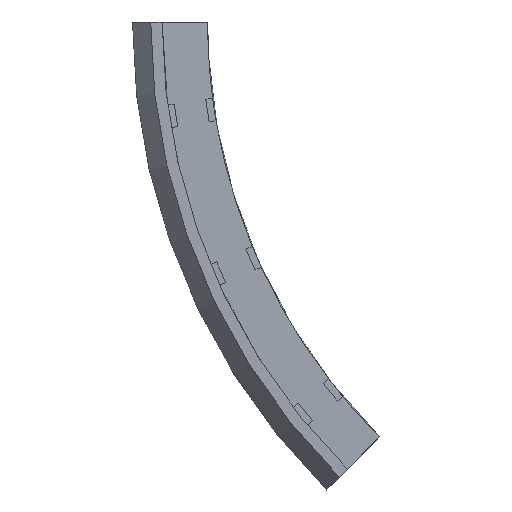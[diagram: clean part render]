
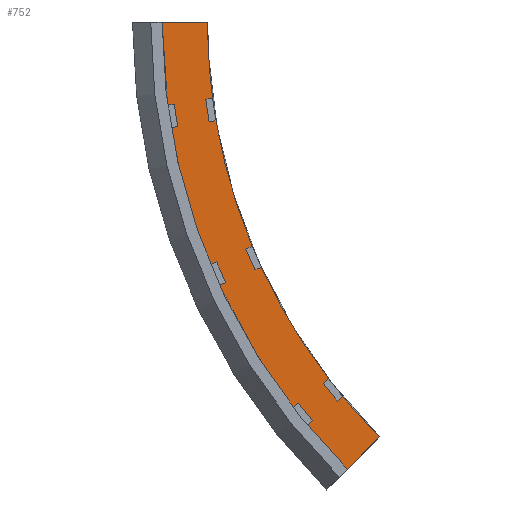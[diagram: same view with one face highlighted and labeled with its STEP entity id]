
A CAD part, front view. The second image highlights one B-rep face of the part: STEP entity #752.
In plain terms, the highlighted planar face has unit normal (0, -1, 0).
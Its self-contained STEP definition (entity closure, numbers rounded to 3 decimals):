
#38=PLANE('',#833);
#78=FACE_OUTER_BOUND('',#119,.T.);
#119=EDGE_LOOP('',(#596,#597,#598,#599,#600,#601,#602,#603,#604,#605,#606,
#607,#608,#609,#610,#611,#612,#613,#614,#615,#616,#617,#618,#619,#620,#621,
#622,#623));
#152=CIRCLE('',#816,277.828);
#153=CIRCLE('',#817,277.828);
#155=CIRCLE('',#819,277.828);
#157=CIRCLE('',#821,277.828);
#164=CIRCLE('',#834,257.828);
#165=CIRCLE('',#835,257.828);
#166=CIRCLE('',#836,257.828);
#167=CIRCLE('',#837,257.828);
#192=LINE('',#1259,#270);
#194=LINE('',#1263,#272);
#195=LINE('',#1266,#273);
#196=LINE('',#1270,#274);
#197=LINE('',#1272,#275);
#198=LINE('',#1274,#276);
#199=LINE('',#1278,#277);
#200=LINE('',#1280,#278);
#201=LINE('',#1282,#279);
#202=LINE('',#1286,#280);
#203=LINE('',#1288,#281);
#204=LINE('',#1290,#282);
#205=LINE('',#1293,#283);
#206=LINE('',#1295,#284);
#207=LINE('',#1296,#285);
#208=LINE('',#1298,#286);
#209=LINE('',#1300,#287);
#210=LINE('',#1301,#288);
#211=LINE('',#1303,#289);
#212=LINE('',#1304,#290);
#270=VECTOR('',#951,10.);
#272=VECTOR('',#955,10.);
#273=VECTOR('',#958,10.);
#274=VECTOR('',#961,10.);
#275=VECTOR('',#962,10.);
#276=VECTOR('',#963,10.);
#277=VECTOR('',#966,10.);
#278=VECTOR('',#967,10.);
#279=VECTOR('',#968,10.);
#280=VECTOR('',#971,10.);
#281=VECTOR('',#972,10.);
#282=VECTOR('',#973,10.);
#283=VECTOR('',#976,10.);
#284=VECTOR('',#977,10.);
#285=VECTOR('',#978,10.);
#286=VECTOR('',#979,10.);
#287=VECTOR('',#980,10.);
#288=VECTOR('',#981,10.);
#289=VECTOR('',#982,10.);
#290=VECTOR('',#983,10.);
#332=VERTEX_POINT('',#1089);
#342=VERTEX_POINT('',#1133);
#343=VERTEX_POINT('',#1135);
#344=VERTEX_POINT('',#1137);
#347=VERTEX_POINT('',#1143);
#348=VERTEX_POINT('',#1145);
#351=VERTEX_POINT('',#1151);
#352=VERTEX_POINT('',#1153);
#360=VERTEX_POINT('',#1228);
#363=VERTEX_POINT('',#1261);
#364=VERTEX_POINT('',#1265);
#365=VERTEX_POINT('',#1267);
#366=VERTEX_POINT('',#1269);
#367=VERTEX_POINT('',#1271);
#368=VERTEX_POINT('',#1273);
#369=VERTEX_POINT('',#1275);
#370=VERTEX_POINT('',#1277);
#371=VERTEX_POINT('',#1279);
#372=VERTEX_POINT('',#1281);
#373=VERTEX_POINT('',#1283);
#374=VERTEX_POINT('',#1285);
#375=VERTEX_POINT('',#1287);
#376=VERTEX_POINT('',#1289);
#377=VERTEX_POINT('',#1292);
#378=VERTEX_POINT('',#1294);
#379=VERTEX_POINT('',#1297);
#380=VERTEX_POINT('',#1299);
#381=VERTEX_POINT('',#1302);
#421=EDGE_CURVE('',#342,#332,#152,.T.);
#423=EDGE_CURVE('',#343,#344,#153,.T.);
#427=EDGE_CURVE('',#347,#348,#155,.T.);
#431=EDGE_CURVE('',#351,#352,#157,.T.);
#448=EDGE_CURVE('',#332,#360,#192,.T.);
#450=EDGE_CURVE('',#363,#343,#194,.T.);
#451=EDGE_CURVE('',#364,#344,#195,.T.);
#452=EDGE_CURVE('',#365,#363,#164,.T.);
#453=EDGE_CURVE('',#365,#366,#196,.T.);
#454=EDGE_CURVE('',#366,#367,#197,.T.);
#455=EDGE_CURVE('',#367,#368,#198,.T.);
#456=EDGE_CURVE('',#369,#368,#165,.T.);
#457=EDGE_CURVE('',#369,#370,#199,.T.);
#458=EDGE_CURVE('',#370,#371,#200,.T.);
#459=EDGE_CURVE('',#371,#372,#201,.T.);
#460=EDGE_CURVE('',#373,#372,#166,.T.);
#461=EDGE_CURVE('',#373,#374,#202,.T.);
#462=EDGE_CURVE('',#374,#375,#203,.T.);
#463=EDGE_CURVE('',#375,#376,#204,.T.);
#464=EDGE_CURVE('',#360,#376,#167,.T.);
#465=EDGE_CURVE('',#342,#377,#205,.T.);
#466=EDGE_CURVE('',#377,#378,#206,.T.);
#467=EDGE_CURVE('',#378,#352,#207,.T.);
#468=EDGE_CURVE('',#351,#379,#208,.T.);
#469=EDGE_CURVE('',#379,#380,#209,.T.);
#470=EDGE_CURVE('',#380,#348,#210,.T.);
#471=EDGE_CURVE('',#347,#381,#211,.T.);
#472=EDGE_CURVE('',#381,#364,#212,.T.);
#596=ORIENTED_EDGE('',*,*,#451,.T.);
#597=ORIENTED_EDGE('',*,*,#423,.F.);
#598=ORIENTED_EDGE('',*,*,#450,.F.);
#599=ORIENTED_EDGE('',*,*,#452,.F.);
#600=ORIENTED_EDGE('',*,*,#453,.T.);
#601=ORIENTED_EDGE('',*,*,#454,.T.);
#602=ORIENTED_EDGE('',*,*,#455,.T.);
#603=ORIENTED_EDGE('',*,*,#456,.F.);
#604=ORIENTED_EDGE('',*,*,#457,.T.);
#605=ORIENTED_EDGE('',*,*,#458,.T.);
#606=ORIENTED_EDGE('',*,*,#459,.T.);
#607=ORIENTED_EDGE('',*,*,#460,.F.);
#608=ORIENTED_EDGE('',*,*,#461,.T.);
#609=ORIENTED_EDGE('',*,*,#462,.T.);
#610=ORIENTED_EDGE('',*,*,#463,.T.);
#611=ORIENTED_EDGE('',*,*,#464,.F.);
#612=ORIENTED_EDGE('',*,*,#448,.F.);
#613=ORIENTED_EDGE('',*,*,#421,.F.);
#614=ORIENTED_EDGE('',*,*,#465,.T.);
#615=ORIENTED_EDGE('',*,*,#466,.T.);
#616=ORIENTED_EDGE('',*,*,#467,.T.);
#617=ORIENTED_EDGE('',*,*,#431,.F.);
#618=ORIENTED_EDGE('',*,*,#468,.T.);
#619=ORIENTED_EDGE('',*,*,#469,.T.);
#620=ORIENTED_EDGE('',*,*,#470,.T.);
#621=ORIENTED_EDGE('',*,*,#427,.F.);
#622=ORIENTED_EDGE('',*,*,#471,.T.);
#623=ORIENTED_EDGE('',*,*,#472,.T.);
#752=ADVANCED_FACE('',(#78),#38,.F.);
#816=AXIS2_PLACEMENT_3D('',#1134,#911,#912);
#817=AXIS2_PLACEMENT_3D('',#1138,#914,#915);
#819=AXIS2_PLACEMENT_3D('',#1146,#920,#921);
#821=AXIS2_PLACEMENT_3D('',#1154,#926,#927);
#833=AXIS2_PLACEMENT_3D('',#1264,#956,#957);
#834=AXIS2_PLACEMENT_3D('',#1268,#959,#960);
#835=AXIS2_PLACEMENT_3D('',#1276,#964,#965);
#836=AXIS2_PLACEMENT_3D('',#1284,#969,#970);
#837=AXIS2_PLACEMENT_3D('',#1291,#974,#975);
#911=DIRECTION('center_axis',(0.,1.,0.));
#912=DIRECTION('ref_axis',(-0.707,0.,-0.707));
#914=DIRECTION('center_axis',(0.,1.,0.));
#915=DIRECTION('ref_axis',(-0.707,0.,-0.707));
#920=DIRECTION('center_axis',(0.,1.,0.));
#921=DIRECTION('ref_axis',(-0.707,0.,-0.707));
#926=DIRECTION('center_axis',(0.,1.,0.));
#927=DIRECTION('ref_axis',(-0.707,0.,-0.707));
#951=DIRECTION('',(1.,0.,0.));
#955=DIRECTION('',(-0.707,0.,-0.707));
#956=DIRECTION('center_axis',(0.,1.,0.));
#957=DIRECTION('ref_axis',(0.,0.,1.));
#958=DIRECTION('',(-0.782,0.,-0.624));
#959=DIRECTION('center_axis',(0.,-1.,0.));
#960=DIRECTION('ref_axis',(0.992,0.,0.13));
#961=DIRECTION('',(-0.782,0.,-0.624));
#962=DIRECTION('',(-0.624,0.,0.782));
#963=DIRECTION('',(0.782,0.,0.624));
#964=DIRECTION('center_axis',(0.,-1.,0.));
#965=DIRECTION('ref_axis',(0.992,0.,0.13));
#966=DIRECTION('',(-0.916,0.,-0.4));
#967=DIRECTION('',(-0.4,0.,0.916));
#968=DIRECTION('',(0.916,0.,0.4));
#969=DIRECTION('center_axis',(0.,-1.,0.));
#970=DIRECTION('ref_axis',(0.992,0.,0.13));
#971=DIRECTION('',(-0.989,0.,-0.149));
#972=DIRECTION('',(-0.149,0.,0.989));
#973=DIRECTION('',(0.989,0.,0.149));
#974=DIRECTION('center_axis',(0.,-1.,0.));
#975=DIRECTION('ref_axis',(0.992,0.,0.13));
#976=DIRECTION('',(0.989,0.,0.149));
#977=DIRECTION('',(0.149,0.,-0.989));
#978=DIRECTION('',(-0.989,0.,-0.149));
#979=DIRECTION('',(0.916,0.,0.4));
#980=DIRECTION('',(0.4,0.,-0.916));
#981=DIRECTION('',(-0.916,0.,-0.4));
#982=DIRECTION('',(0.782,0.,0.624));
#983=DIRECTION('',(0.624,0.,-0.782));
#1089=CARTESIAN_POINT('',(-277.828,5.5,0.));
#1133=CARTESIAN_POINT('',(-275.418,5.5,-36.513));
#1134=CARTESIAN_POINT('Origin',(0.,5.5,0.));
#1135=CARTESIAN_POINT('',(-196.454,5.5,-196.454));
#1137=CARTESIAN_POINT('',(-214.026,5.5,-177.147));
#1138=CARTESIAN_POINT('Origin',(0.,5.5,0.));
#1143=CARTESIAN_POINT('',(-220.263,5.5,-169.33));
#1145=CARTESIAN_POINT('',(-252.582,5.5,-115.717));
#1146=CARTESIAN_POINT('Origin',(0.,5.5,0.));
#1151=CARTESIAN_POINT('',(-256.583,5.5,-106.552));
#1153=CARTESIAN_POINT('',(-273.925,5.5,-46.401));
#1154=CARTESIAN_POINT('Origin',(0.,5.5,0.));
#1228=CARTESIAN_POINT('',(-257.828,5.5,0.));
#1259=CARTESIAN_POINT('',(-287.024,5.5,0.));
#1261=CARTESIAN_POINT('',(-182.312,5.5,-182.312));
#1263=CARTESIAN_POINT('',(-182.312,5.5,-182.312));
#1264=CARTESIAN_POINT('Origin',(-230.07,5.5,-98.227));
#1265=CARTESIAN_POINT('',(-211.716,5.5,-175.304));
#1266=CARTESIAN_POINT('',(-211.716,5.5,-175.304));
#1267=CARTESIAN_POINT('',(-198.389,5.5,-164.672));
#1268=CARTESIAN_POINT('Origin',(0.,5.5,0.));
#1269=CARTESIAN_POINT('',(-200.772,5.5,-166.573));
#1270=CARTESIAN_POINT('',(-198.389,5.5,-164.672));
#1271=CARTESIAN_POINT('',(-207.009,5.5,-158.756));
#1272=CARTESIAN_POINT('',(-200.772,5.5,-166.573));
#1273=CARTESIAN_POINT('',(-204.626,5.5,-156.855));
#1274=CARTESIAN_POINT('',(-207.009,5.5,-158.756));
#1275=CARTESIAN_POINT('',(-234.249,5.5,-107.714));
#1276=CARTESIAN_POINT('Origin',(0.,5.5,0.));
#1277=CARTESIAN_POINT('',(-237.043,5.5,-108.933));
#1278=CARTESIAN_POINT('',(-234.249,5.5,-107.714));
#1279=CARTESIAN_POINT('',(-241.044,5.5,-99.769));
#1280=CARTESIAN_POINT('',(-237.043,5.5,-108.933));
#1281=CARTESIAN_POINT('',(-238.25,5.5,-98.549));
#1282=CARTESIAN_POINT('',(-241.044,5.5,-99.769));
#1283=CARTESIAN_POINT('',(-254.146,5.5,-43.415));
#1284=CARTESIAN_POINT('Origin',(0.,5.5,0.));
#1285=CARTESIAN_POINT('',(-257.16,5.5,-43.87));
#1286=CARTESIAN_POINT('',(-254.146,5.5,-43.415));
#1287=CARTESIAN_POINT('',(-258.653,5.5,-33.982));
#1288=CARTESIAN_POINT('',(-257.16,5.5,-43.87));
#1289=CARTESIAN_POINT('',(-255.638,5.5,-33.527));
#1290=CARTESIAN_POINT('',(-258.653,5.5,-33.982));
#1291=CARTESIAN_POINT('Origin',(0.,5.5,0.));
#1292=CARTESIAN_POINT('',(-272.496,5.5,-36.072));
#1293=CARTESIAN_POINT('',(-275.418,5.5,-36.513));
#1294=CARTESIAN_POINT('',(-271.004,5.5,-45.96));
#1295=CARTESIAN_POINT('',(-272.496,5.5,-36.072));
#1296=CARTESIAN_POINT('',(-271.004,5.5,-45.96));
#1297=CARTESIAN_POINT('',(-253.875,5.5,-105.37));
#1298=CARTESIAN_POINT('',(-256.583,5.5,-106.552));
#1299=CARTESIAN_POINT('',(-249.874,5.5,-114.534));
#1300=CARTESIAN_POINT('',(-253.875,5.5,-105.37));
#1301=CARTESIAN_POINT('',(-249.874,5.5,-114.534));
#1302=CARTESIAN_POINT('',(-217.953,5.5,-167.487));
#1303=CARTESIAN_POINT('',(-220.263,5.5,-169.33));
#1304=CARTESIAN_POINT('',(-217.953,5.5,-167.487));
